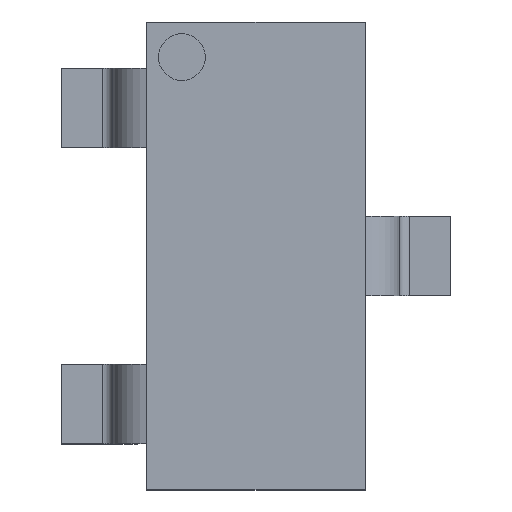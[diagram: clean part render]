
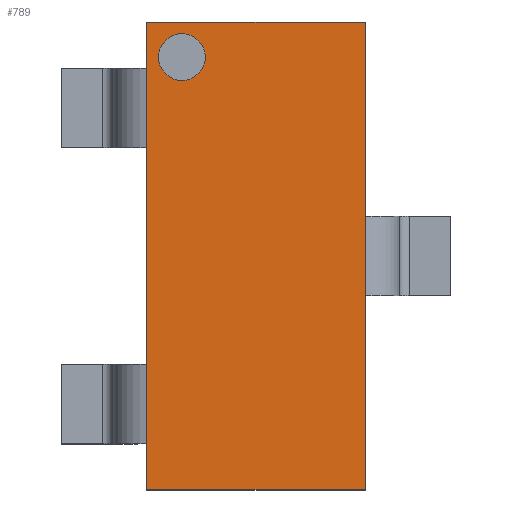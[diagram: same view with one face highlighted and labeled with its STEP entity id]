
A CAD part, top view. The second image highlights one B-rep face of the part: STEP entity #789.
In plain terms, the highlighted planar face has unit normal (0, 0, 1).
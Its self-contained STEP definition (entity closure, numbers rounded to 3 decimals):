
#17=FACE_BOUND('',#113,.T.);
#68=FACE_OUTER_BOUND('',#112,.T.);
#112=EDGE_LOOP('',(#669,#670,#671,#672));
#113=EDGE_LOOP('',(#673));
#142=CIRCLE('',#856,0.15);
#168=LINE('',#1147,#247);
#216=LINE('',#1278,#295);
#218=LINE('',#1287,#297);
#219=LINE('',#1288,#298);
#247=VECTOR('',#929,1.);
#295=VECTOR('',#1055,1.);
#297=VECTOR('',#1067,1.);
#298=VECTOR('',#1068,1.);
#321=VERTEX_POINT('',#1140);
#324=VERTEX_POINT('',#1145);
#365=VERTEX_POINT('',#1271);
#368=VERTEX_POINT('',#1276);
#370=VERTEX_POINT('',#1282);
#404=EDGE_CURVE('',#321,#324,#168,.T.);
#468=EDGE_CURVE('',#365,#368,#216,.T.);
#471=EDGE_CURVE('',#370,#370,#142,.T.);
#472=EDGE_CURVE('',#368,#321,#218,.T.);
#473=EDGE_CURVE('',#324,#365,#219,.T.);
#669=ORIENTED_EDGE('',*,*,#468,.T.);
#670=ORIENTED_EDGE('',*,*,#472,.T.);
#671=ORIENTED_EDGE('',*,*,#404,.T.);
#672=ORIENTED_EDGE('',*,*,#473,.T.);
#673=ORIENTED_EDGE('',*,*,#471,.T.);
#710=PLANE('',#858);
#789=ADVANCED_FACE('',(#68,#17),#710,.T.);
#856=AXIS2_PLACEMENT_3D('',#1284,#1061,#1062);
#858=AXIS2_PLACEMENT_3D('',#1286,#1065,#1066);
#929=DIRECTION('',(0.,-1.,0.));
#1055=DIRECTION('',(0.,1.,0.));
#1061=DIRECTION('center_axis',(0.,0.,-1.));
#1062=DIRECTION('ref_axis',(1.,0.,0.));
#1065=DIRECTION('center_axis',(0.,0.,1.));
#1066=DIRECTION('ref_axis',(1.,0.,0.));
#1067=DIRECTION('',(-1.,0.,0.));
#1068=DIRECTION('',(1.,0.,0.));
#1140=CARTESIAN_POINT('',(0.,3.,1.));
#1145=CARTESIAN_POINT('',(0.,0.,1.));
#1147=CARTESIAN_POINT('',(0.,1.5,1.));
#1271=CARTESIAN_POINT('',(1.4,0.,1.));
#1276=CARTESIAN_POINT('',(1.4,3.,1.));
#1278=CARTESIAN_POINT('',(1.4,1.5,1.));
#1282=CARTESIAN_POINT('',(0.075,2.775,1.));
#1284=CARTESIAN_POINT('Origin',(0.225,2.775,1.));
#1286=CARTESIAN_POINT('Origin',(0.7,1.5,1.));
#1287=CARTESIAN_POINT('',(0.7,3.,1.));
#1288=CARTESIAN_POINT('',(0.7,0.,1.));
